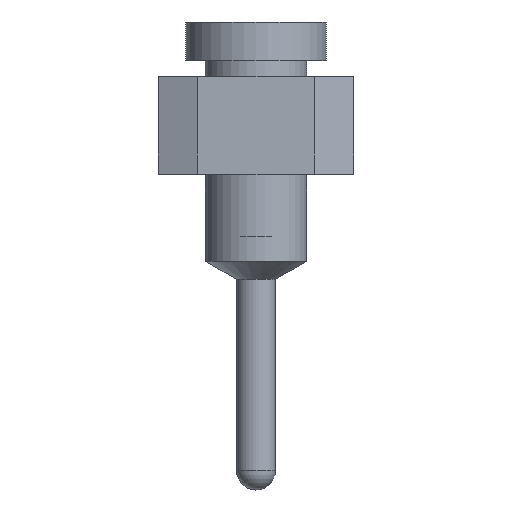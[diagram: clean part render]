
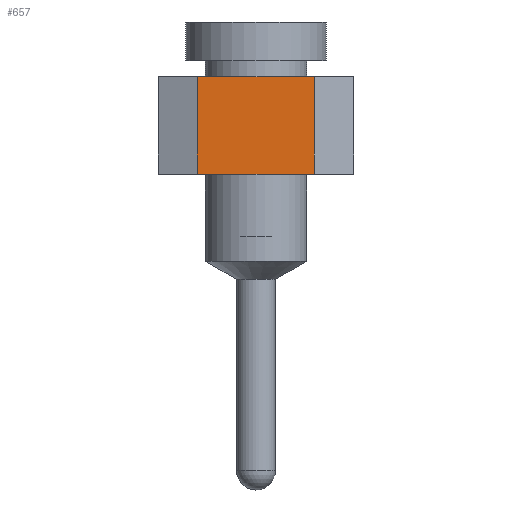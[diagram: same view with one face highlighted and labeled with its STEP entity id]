
A CAD part, left-side view. The second image highlights one B-rep face of the part: STEP entity #657.
In plain terms, the highlighted planar face has unit normal (-1, 0, 0).
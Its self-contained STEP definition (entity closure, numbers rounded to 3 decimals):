
#657 = ADVANCED_FACE('',(#658),#692,.F.);
#658 = FACE_BOUND('',#659,.T.);
#659 = EDGE_LOOP('',(#660,#670,#678,#686));
#660 = ORIENTED_EDGE('',*,*,#661,.T.);
#661 = EDGE_CURVE('',#662,#664,#666,.T.);
#662 = VERTEX_POINT('',#663);
#663 = CARTESIAN_POINT('',(-20.32,0.762,2.57));
#664 = VERTEX_POINT('',#665);
#665 = CARTESIAN_POINT('',(-20.32,0.762,1.3));
#666 = LINE('',#667,#668);
#667 = CARTESIAN_POINT('',(-20.32,0.762,3.84));
#668 = VECTOR('',#669,1.);
#669 = DIRECTION('',(0.,0.,-1.));
#670 = ORIENTED_EDGE('',*,*,#671,.T.);
#671 = EDGE_CURVE('',#664,#672,#674,.T.);
#672 = VERTEX_POINT('',#673);
#673 = CARTESIAN_POINT('',(-20.32,-0.762,1.3));
#674 = LINE('',#675,#676);
#675 = CARTESIAN_POINT('',(-20.32,1.27,1.3));
#676 = VECTOR('',#677,1.);
#677 = DIRECTION('',(0.,-1.,0.));
#678 = ORIENTED_EDGE('',*,*,#679,.F.);
#679 = EDGE_CURVE('',#680,#672,#682,.T.);
#680 = VERTEX_POINT('',#681);
#681 = CARTESIAN_POINT('',(-20.32,-0.762,2.57));
#682 = LINE('',#683,#684);
#683 = CARTESIAN_POINT('',(-20.32,-0.762,3.84));
#684 = VECTOR('',#685,1.);
#685 = DIRECTION('',(0.,0.,-1.));
#686 = ORIENTED_EDGE('',*,*,#687,.F.);
#687 = EDGE_CURVE('',#662,#680,#688,.T.);
#688 = LINE('',#689,#690);
#689 = CARTESIAN_POINT('',(-20.32,1.27,2.57));
#690 = VECTOR('',#691,1.);
#691 = DIRECTION('',(0.,-1.,0.));
#692 = PLANE('',#693);
#693 = AXIS2_PLACEMENT_3D('',#694,#695,#696);
#694 = CARTESIAN_POINT('',(-20.32,1.27,2.57));
#695 = DIRECTION('',(1.,0.,0.));
#696 = DIRECTION('',(0.,1.,0.));
